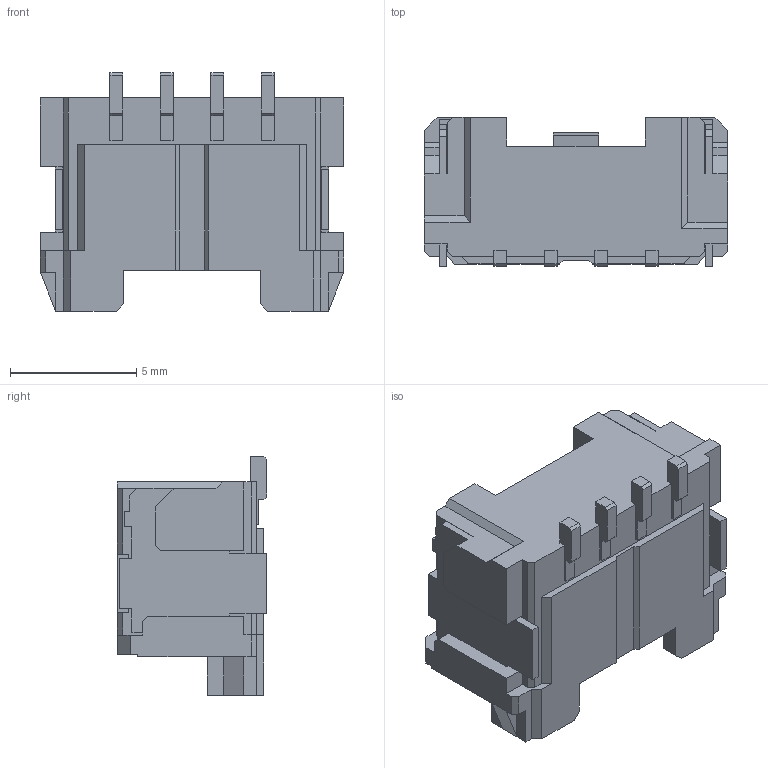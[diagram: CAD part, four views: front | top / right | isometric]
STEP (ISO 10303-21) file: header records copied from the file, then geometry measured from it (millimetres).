
FILE_DESCRIPTION((''),'2;1');
FILE_NAME('5055780471','2019-09-13T',('gga'),(''),'PRO/ENGINEER BY PARAMETRIC TECHNOLOGY CORPORATION, 2016010','PRO/ENGINEER BY PARAMETRIC TECHNOLOGY CORPORATION, 2016010','');
FILE_SCHEMA(('CONFIG_CONTROL_DESIGN'));
Length unit declared in the file: millimetre
Products named in the file (1): 5055780471
Bounding box: 12 x 5.9 x 9.45 mm (x, y, z)
Volume: 282.3 mm3; surface area: 654.5 mm2
Topology: 1 solids, 1 shells, 257 faces, 774 edges, 520 vertices
Faces by surface type: plane 257
Entity records: 8489 total; most frequent: CARTESIAN_POINT 1520, ORIENTED_EDGE 1492, DIRECTION 1290, VECTOR 774, LINE 774, EDGE_CURVE 746, VERTEX_POINT 488, EDGE_LOOP 262
